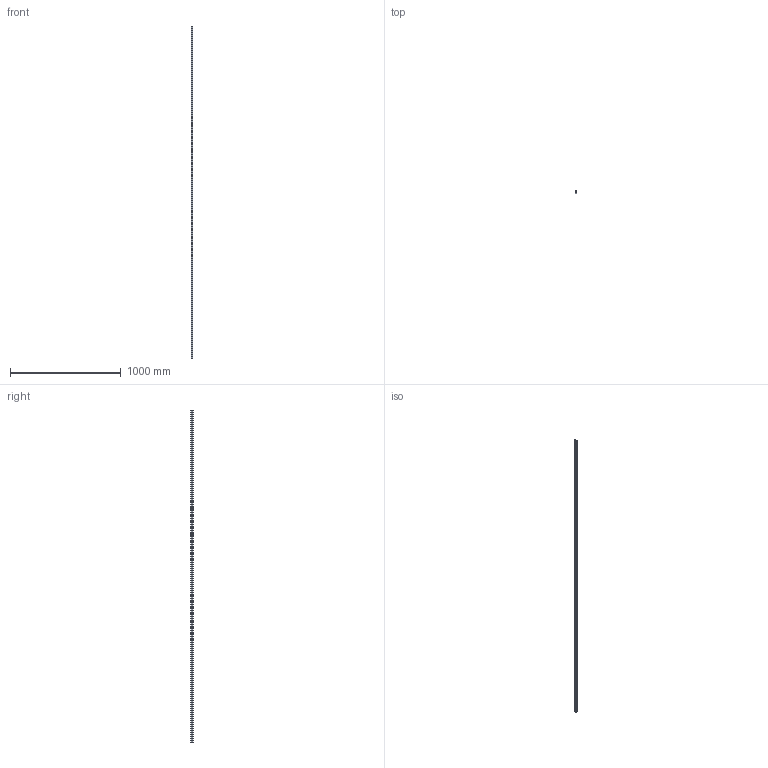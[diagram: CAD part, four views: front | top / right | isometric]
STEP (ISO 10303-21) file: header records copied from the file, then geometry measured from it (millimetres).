
FILE_DESCRIPTION (( 'STEP AP214' ), '1' );
FILE_NAME ('E7170F2D-B4B3-488F-8E58-D3AE0AD76245.STEP', '2023-07-19T15:32:24', ( '' ), ( '' ), 'SwSTEP 2.0', 'SolidWorks 2022', '' );
FILE_SCHEMA (( 'AUTOMOTIVE_DESIGN' ));
Length unit declared in the file: millimetre
Products named in the file (1): E7170F2D-B4B3-488F-8E58-D3AE0AD76245
Bounding box: 15.98 x 22.5 x 3000 mm (x, y, z)
Volume: 656269.4 mm3; surface area: 420530.9 mm2
Topology: 2 solids, 2 shells, 33 faces, 87 edges, 58 vertices
Faces by surface type: plane 22, cylinder 11
Entity records: 1429 total; most frequent: CARTESIAN_POINT 179, DIRECTION 177, ORIENTED_EDGE 174, EDGE_CURVE 87, LINE 65, VECTOR 65, VERTEX_POINT 58, AXIS2_PLACEMENT_3D 56
